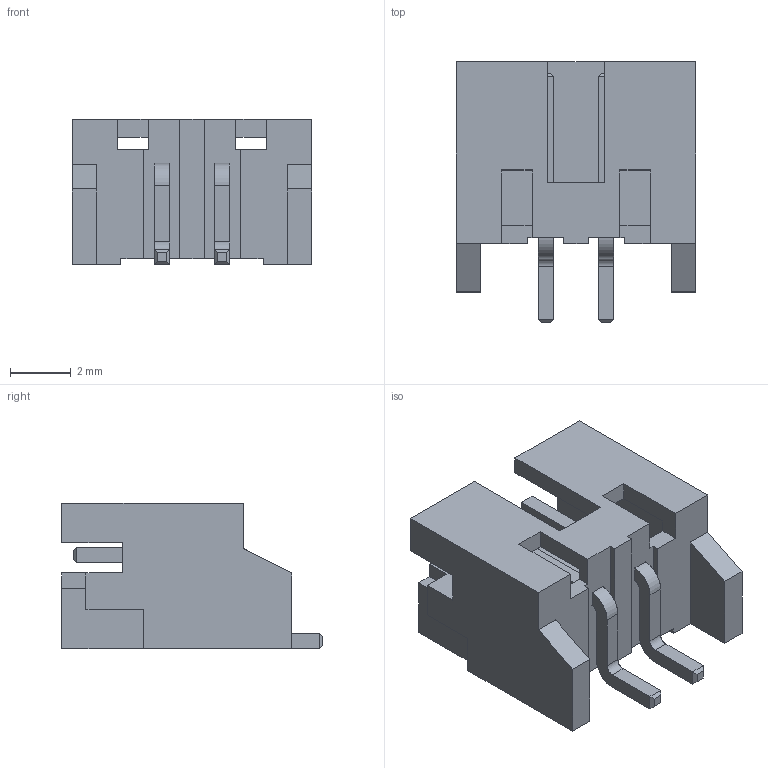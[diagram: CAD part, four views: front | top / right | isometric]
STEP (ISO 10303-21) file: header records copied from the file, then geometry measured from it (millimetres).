
FILE_DESCRIPTION(('FreeCAD Model'),'2;1');
FILE_NAME('s2b-PH.step','2020-08-12T14:19:15',( 'Author'),(''),'Open CASCADE STEP processor 7.3','FreeCAD','Unknown' );
FILE_SCHEMA(('AUTOMOTIVE_DESIGN { 1 0 10303 214 1 1 1 1 }'));
Length unit declared in the file: millimetre
Products named in the file (1): JST_PH_2_Pin_Breakout_Board001
Bounding box: 7.9 x 8.6 x 4.8 mm (x, y, z)
Surface area: 431.3 mm2 (no closed solid volume)
Topology: 0 solids, 126 shells, 126 faces, 1064 edges, 1408 vertices
Faces by surface type: bspline 126
Entity records: 18484 total; most frequent: CARTESIAN_POINT 4625, DIRECTION 1050, LINE 984, VECTOR 984, B_SPLINE_CURVE_WITH_KNOTS 768, ORIENTED_EDGE 720, EDGE_CURVE 720, VERTEX_POINT 720
